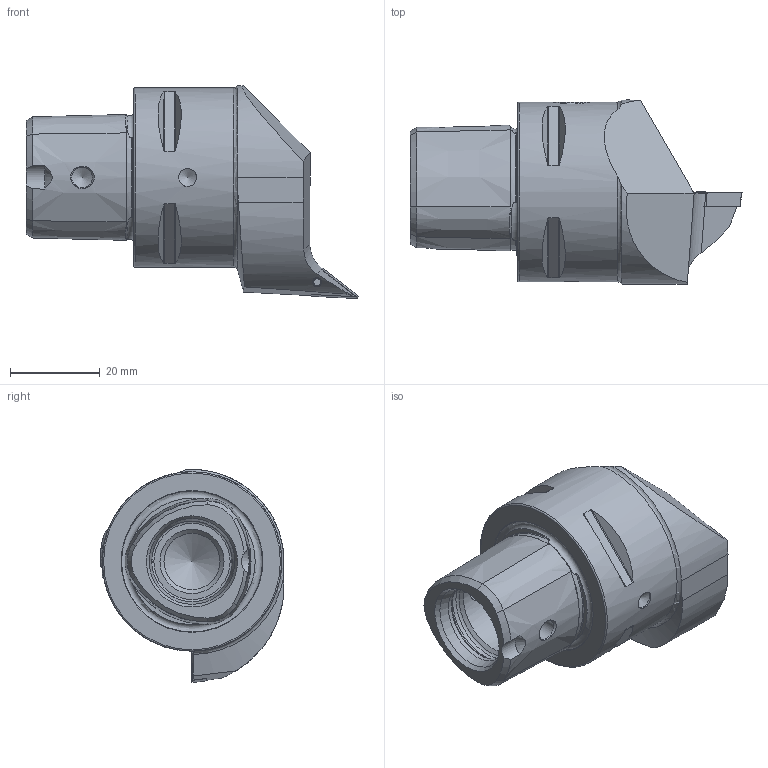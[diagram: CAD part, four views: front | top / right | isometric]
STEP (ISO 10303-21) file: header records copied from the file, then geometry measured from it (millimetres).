
FILE_DESCRIPTION (( 'STEP AP214' ), '1' );
FILE_NAME ('PS4.KVA.RJA.050-HP.STEP', '2020-11-20T14:00:35', ( '' ), ( '' ), 'SwSTEP 2.0', 'SolidWorks 2017', '' );
FILE_SCHEMA (( 'AUTOMOTIVE_DESIGN' ));
Length unit declared in the file: millimetre
Products named in the file (10): PS4-KVA.RJA.050-HP_A_Fertigbearbeitung; WCA-ER2.001.006_A; CHP-ER1.015.006; CHP-ER1.008.011_A; CHP-ER1.015.006_A; VCGT110304; DIN 7991 - M5x15; ISO 8752 2x8; DIN 3771 - 13x1; PS4.KVA.RJA.050-HP
Assembly tree (9 placements, depth 3):
  PS4.KVA.RJA.050-HP
    PS4-KVA.RJA.050-HP_A_Fertigbearbeitung
    WCA-ER2.001.006_A
    VCGT110304
    CHP-ER1.015.006
      CHP-ER1.015.006_A
      DIN 3771 - 13x1
      DIN 7991 - M5x15
    CHP-ER1.008.011_A
    ISO 8752 2x8
Bounding box: 73.98 x 41 x 47.49 mm (x, y, z)
Volume: 45805.2 mm3; surface area: 14612.3 mm2
Topology: 8 solids, 8 shells, 278 faces, 672 edges, 416 vertices
Faces by surface type: plane 94, cone 79, cylinder 63, torus 29, bspline 12, sphere 1
Full cylindrical faces by diameter (mm): 2 x1, 2.05 x1, 2.5 x2, 2.8 x1, 3 x1, 3.3 x1, 3.4 x1, 3.85 x1, 4 x1, 4.2 x2, 4.6 x2, 5 x3, 5.2 x1, 5.5 x1, 7 x1, 8 x1, 10 x1, 12.5 x1, 13.4 x1, 15 x4, 18 x2, 20 x1, 40 x1
Entity records: 9189 total; most frequent: CARTESIAN_POINT 2988, DIRECTION 1151, ORIENTED_EDGE 1124, EDGE_CURVE 562, AXIS2_PLACEMENT_3D 481, VERTEX_POINT 391, EDGE_LOOP 383, FACE_OUTER_BOUND 322
